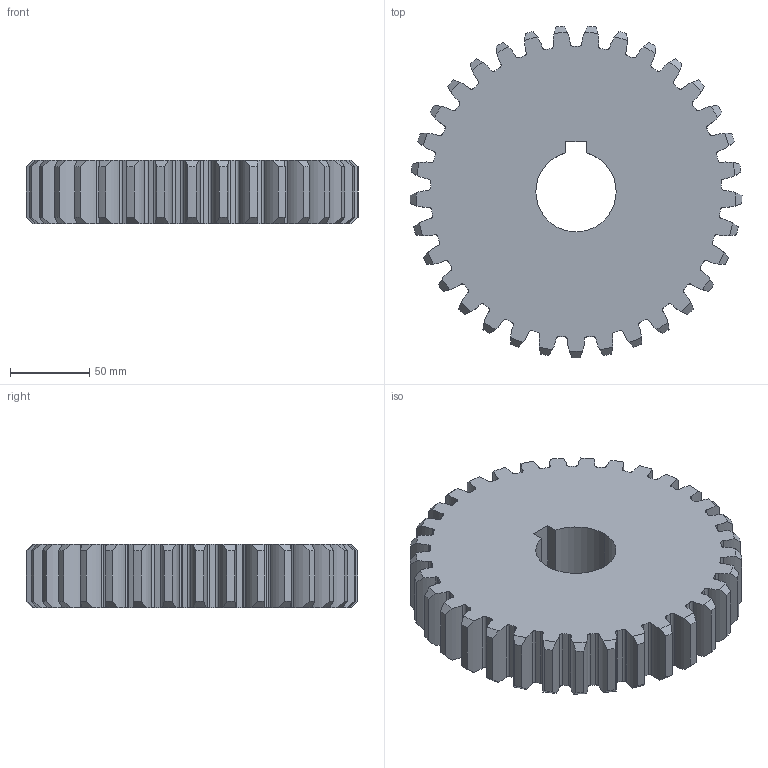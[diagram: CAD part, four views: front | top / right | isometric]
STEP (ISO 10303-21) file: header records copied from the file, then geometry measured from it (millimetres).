
FILE_DESCRIPTION (( 'STEP AP203' ), '1' );
FILE_NAME ('ZMA30.STEP', '2019-05-23T01:35:46', ( '' ), ( '' ), 'SwSTEP 2.0', 'SolidWorks 2018', '' );
FILE_SCHEMA (( 'CONFIG_CONTROL_DESIGN' ));
Length unit declared in the file: millimetre
Products named in the file (1): ZMA30
Bounding box: 209.94 x 209.73 x 40 mm (x, y, z)
Volume: 1133214 mm3; surface area: 111926.3 mm2
Topology: 1 solids, 1 shells, 293 faces, 873 edges, 582 vertices
Faces by surface type: cylinder 222, cone 66, plane 5
Entity records: 10350 total; most frequent: CARTESIAN_POINT 2151, DIRECTION 1835, ORIENTED_EDGE 1746, EDGE_CURVE 873, AXIS2_PLACEMENT_3D 802, VERTEX_POINT 582, CIRCLE 508, EDGE_LOOP 295
